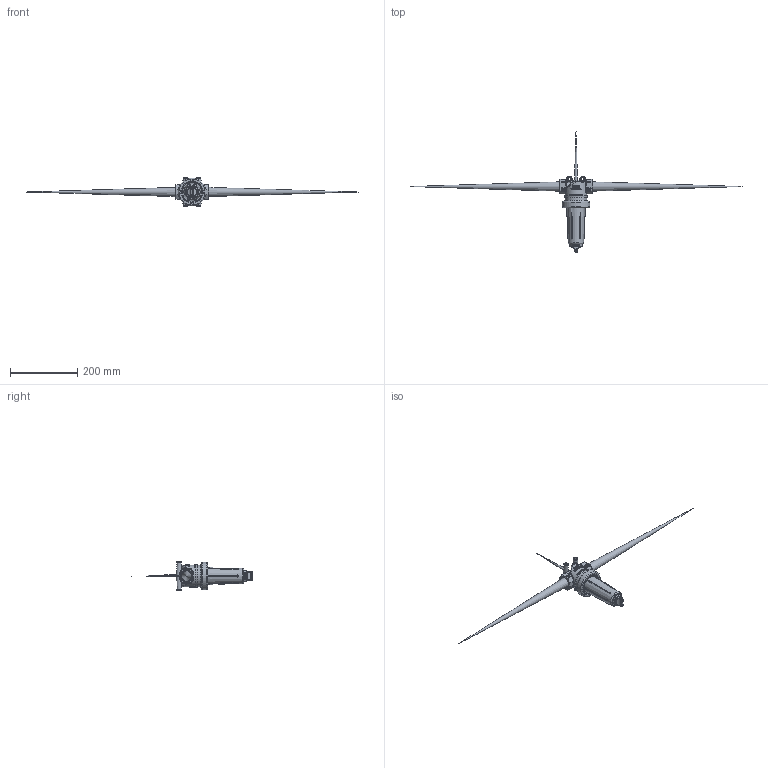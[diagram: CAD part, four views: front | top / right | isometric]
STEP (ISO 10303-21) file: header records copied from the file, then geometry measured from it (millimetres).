
FILE_DESCRIPTION(/* description */ ('1" POLY T-STRAINER, 80 MESH'),/* implementation_level */ '2;1');
FILE_NAME(/* name */ 'LST100-80.stp',/* time_stamp */ '2018-10-03T09:39:28-04:00',/* author */ ('CKA'),/* organization */ (''),/* preprocessor_version */ 'ST-DEVELOPER v17',/* originating_system */ 'Autodesk Inventor 2018',/* authorisation */ '');
FILE_SCHEMA (('AUTOMOTIVE_DESIGN { 1 0 10303 214 3 1 1 }'));
Products named in the file (10): LST100-80; CE050D; LST100-B; LST100-XB; 12777; UV15163; LST100-G; LST100-H; LST1300D; LST180
Assembly tree (9 placements, depth 3):
  LST100-80
    CE050D
    LST100-B
      LST100-XB
      12777
      UV15163
    LST100-G
    LST100-H
    LST1300D
    LST180
Bounding box: 987.71 x 361.94 x 84.14 mm (x, y, z)
Volume: 313432.9 mm3; surface area: 310001.8 mm2
Topology: 9 solids, 9 shells, 2849 faces, 7628 edges, 5001 vertices
Faces by surface type: plane 1566, bspline 916, cylinder 255, cone 58, torus 41, sphere 13
Full cylindrical faces by diameter (mm): 12.7 x2, 19.05 x2, 24.892 x1, 25.527 x1, 28.702 x2, 31.75 x1, 34.671 x1, 34.798 x2, 35.052 x2, 37.846 x1, 51.054 x1, 53.34 x1, 53.848 x1, 55.744 x2, 59.436 x2, 60.847 x3, 63.5 x3, 64.135 x4, 64.77 x2, 82.55 x1
Entity records: 147552 total; most frequent: CARTESIAN_POINT 80941, ORIENTED_EDGE 15202, DIRECTION 10411, EDGE_CURVE 7601, VERTEX_POINT 4993, LINE 4567, VECTOR 4567, EDGE_LOOP 3090
